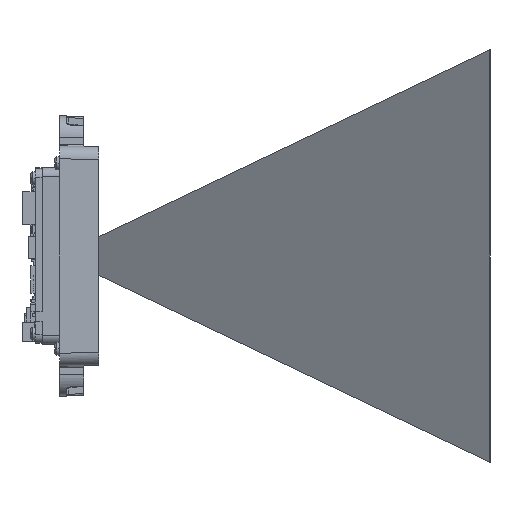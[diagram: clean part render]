
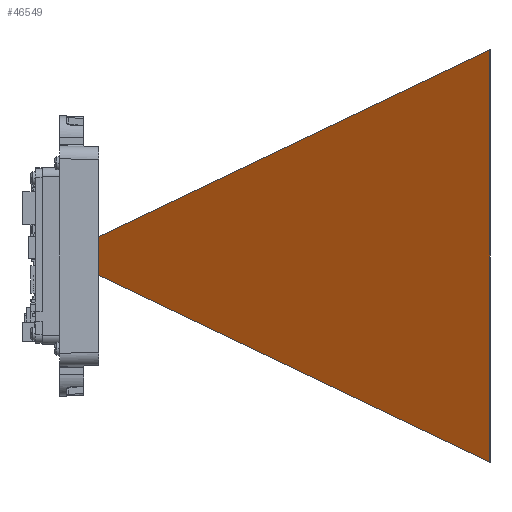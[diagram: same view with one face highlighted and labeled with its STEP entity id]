
A CAD part, left-side view. The second image highlights one B-rep face of the part: STEP entity #46549.
In plain terms, the highlighted planar face has unit normal (-0.829, 0.559, 0).
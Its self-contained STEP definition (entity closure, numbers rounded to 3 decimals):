
#46470=DIRECTION('',(0.52,0.771,-0.368));
#46471=VECTOR('',#46470,129.71);
#46472=CARTESIAN_POINT('',(-67.451,-94.04,47.698));
#46473=LINE('',#46472,#46471);
#46474=DIRECTION('',(0.,0.,-1.));
#46475=VECTOR('',#46474,95.395);
#46476=CARTESIAN_POINT('',(-67.451,-94.04,47.698));
#46477=LINE('',#46476,#46475);
#46478=DIRECTION('',(0.52,0.771,0.368));
#46479=VECTOR('',#46478,129.71);
#46480=CARTESIAN_POINT('',(-67.451,-94.04,-47.698));
#46481=LINE('',#46480,#46479);
#46486=CARTESIAN_POINT('',(-67.451,-94.04,47.698));
#46487=CARTESIAN_POINT('',(0.,5.96,0.));
#46488=VERTEX_POINT('',#46486);
#46489=VERTEX_POINT('',#46487);
#46490=CARTESIAN_POINT('',(-67.451,-94.04,-47.698));
#46491=VERTEX_POINT('',#46490);
#46537=CARTESIAN_POINT('',(-67.451,-94.04,172.65));
#46538=DIRECTION('',(-0.829,0.559,0.));
#46539=DIRECTION('',(0.559,0.829,0.));
#46540=AXIS2_PLACEMENT_3D('',#46537,#46538,#46539);
#46541=PLANE('',#46540);
#46542=ORIENTED_EDGE('',*,*,#46522,.F.);
#46544=ORIENTED_EDGE('',*,*,#46543,.T.);
#46546=ORIENTED_EDGE('',*,*,#46545,.T.);
#46547=EDGE_LOOP('',(#46542,#46544,#46546));
#46548=FACE_OUTER_BOUND('',#46547,.F.);
#46549=ADVANCED_FACE('',(#46548),#46541,.T.);
#46522=EDGE_CURVE('',#46488,#46489,#46473,.T.);
#46543=EDGE_CURVE('',#46488,#46491,#46477,.T.);
#46545=EDGE_CURVE('',#46491,#46489,#46481,.T.);
